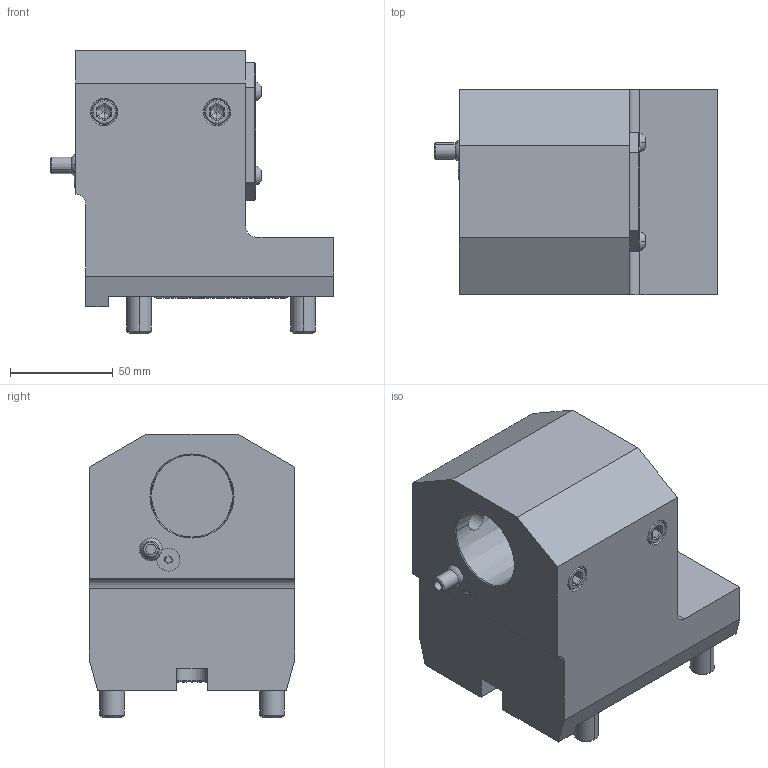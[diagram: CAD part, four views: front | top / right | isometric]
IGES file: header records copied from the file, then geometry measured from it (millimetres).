
Start section:  PTC IGES file: ngt_id_60_40_90_jb.igs
Global section: file name: ngt_id_60_40_90_jb.igs; native system: Pro/ENGINEER by Parametric Technology Corporation; preprocessor: 2010280; author: vali; organization: Unknown; date: 20230524.094319; units: millimetre
Bounding box: 138.34 x 100 x 138 mm (x, y, z)
Volume: 970425.1 mm3; surface area: 89988.7 mm2
Topology: 1 solids, 1 shells, 284 faces, 679 edges, 389 vertices
Faces by surface type: bspline 153, revolution 131
